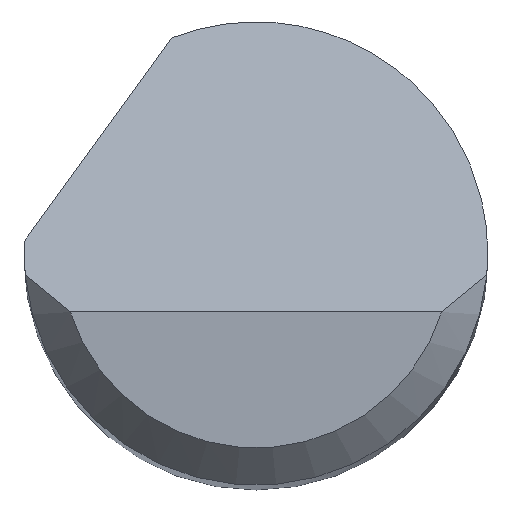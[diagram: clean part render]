
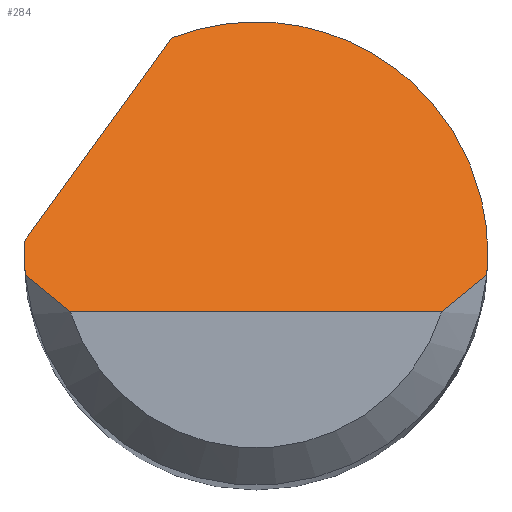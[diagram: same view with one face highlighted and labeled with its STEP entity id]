
A CAD part, top view. The second image highlights one B-rep face of the part: STEP entity #284.
In plain terms, the highlighted planar face has unit normal (0, 0.707, 0.707).
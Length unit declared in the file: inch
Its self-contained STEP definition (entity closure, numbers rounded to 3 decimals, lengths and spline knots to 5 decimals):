
#3 = CARTESIAN_POINT ( 'NONE',  ( -0.08761, -0.01397, 1.49022 ) ) ;
#20 = CARTESIAN_POINT ( 'NONE',  ( -0.09362, 0.005, 1.47125 ) ) ;
#22 = CARTESIAN_POINT ( 'NONE',  ( 0.07508, -0.02375, 1.5 ) ) ;
#26 = LINE ( 'NONE', #447, #75 ) ;
#35 = CARTESIAN_POINT ( 'NONE',  ( 0.09375, 0., 1.47625 ) ) ;
#44 = CARTESIAN_POINT ( 'NONE',  ( -0.09334, -0.00875, 1.485 ) ) ;
#55 = CARTESIAN_POINT ( 'NONE',  ( 0.09375, -0.00292, 1.47917 ) ) ;
#59 = B_SPLINE_CURVE_WITH_KNOTS ( 'NONE', 3,
 ( #22, #451, #663, #145 ),
 .UNSPECIFIED., .F., .F.,
 ( 4, 4 ),
 ( 0., 0.00071 ),
 .UNSPECIFIED. ) ;
#70 = VERTEX_POINT ( 'NONE', #124 ) ;
#74 = EDGE_CURVE ( 'NONE', #70, #251, #231, .T. ) ;
#75 = VECTOR ( 'NONE', #241, 39.37008 ) ;
#79 = CARTESIAN_POINT ( 'NONE',  ( -0.09334, -0.00875, 1.485 ) ) ;
#82 = CARTESIAN_POINT ( 'NONE',  ( -0.11014, -0.01781, 1.49406 ) ) ;
#91 = ORIENTED_EDGE ( 'NONE', *, *, #336, .T. ) ;
#94 = VERTEX_POINT ( 'NONE', #372 ) ;
#103 = ORIENTED_EDGE ( 'NONE', *, *, #74, .F. ) ;
#124 = CARTESIAN_POINT ( 'NONE',  ( 0.09375, 0., 1.47625 ) ) ;
#134 = CARTESIAN_POINT ( 'NONE',  ( -0.09371, 0.00333, 1.47292 ) ) ;
#136 = EDGE_CURVE ( 'NONE', #619, #510, #339, .T. ) ;
#140 = AXIS2_PLACEMENT_3D ( 'NONE', #344, #180, #188 ) ;
#141 = CARTESIAN_POINT ( 'NONE',  ( -0.03394, 0.08739, 1.38886 ) ) ;
#145 = CARTESIAN_POINT ( 'NONE',  ( 0.09334, -0.00875, 1.485 ) ) ;
#158 = EDGE_CURVE ( 'NONE', #463, #619, #472, .T. ) ;
#180 = DIRECTION ( 'NONE',  ( 0., -0.707, -0.707 ) ) ;
#188 = DIRECTION ( 'NONE',  ( 0., 0.707, -0.707 ) ) ;
#195 = CARTESIAN_POINT ( 'NONE',  ( -0.03394, 0.08739, 1.38886 ) ) ;
#196 = VERTEX_POINT ( 'NONE', #234 ) ;
#197 = ORIENTED_EDGE ( 'NONE', *, *, #136, .F. ) ;
#204 = EDGE_CURVE ( 'NONE', #94, #463, #519, .T. ) ;
#209 = CARTESIAN_POINT ( 'NONE',  ( 0.09361, -0.00584, 1.48209 ) ) ;
#216 = CARTESIAN_POINT ( 'NONE',  ( 0.09334, -0.00875, 1.485 ) ) ;
#219 = CARTESIAN_POINT ( 'NONE',  ( 0.09375, 0., 1.47625 ) ) ;
#231 =( BOUNDED_CURVE ( )  B_SPLINE_CURVE ( 3, ( #219, #55, #209, #216 ),
 .UNSPECIFIED., .F., .T. ) 
 B_SPLINE_CURVE_WITH_KNOTS ( ( 4, 4 ),
 ( 1.5708, 1.66427 ),
 .UNSPECIFIED. ) 
 CURVE ( )  GEOMETRIC_REPRESENTATION_ITEM ( )  RATIONAL_B_SPLINE_CURVE ( ( 1., 0.999, 0.999, 1. ) ) 
 REPRESENTATION_ITEM ( '' )  );
#234 = CARTESIAN_POINT ( 'NONE',  ( -0.07508, -0.02375, 1.5 ) ) ;
#236 = PLANE ( 'NONE',  #140 ) ;
#240 = CARTESIAN_POINT ( 'NONE',  ( -0.09375, 0., 1.47625 ) ) ;
#241 = DIRECTION ( 'NONE',  ( 1., 0., 0. ) ) ;
#243 = VERTEX_POINT ( 'NONE', #617 ) ;
#244 = EDGE_CURVE ( 'NONE', #243, #251, #59, .T. ) ;
#251 = VERTEX_POINT ( 'NONE', #351 ) ;
#284 = ADVANCED_FACE ( 'NONE', ( #395 ), #236, .F. ) ;
#286 = DIRECTION ( 'NONE',  ( 0.456, 0.629, -0.629 ) ) ;
#293 = CARTESIAN_POINT ( 'NONE',  ( -0.09375, 0.00167, 1.47458 ) ) ;
#312 = CARTESIAN_POINT ( 'NONE',  ( -0.07508, -0.02375, 1.5 ) ) ;
#313 = EDGE_LOOP ( 'NONE', ( #91, #621, #103, #672, #197, #436, #618, #466 ) ) ;
#336 = EDGE_CURVE ( 'NONE', #196, #243, #26, .T. ) ;
#339 = LINE ( 'NONE', #82, #394 ) ;
#344 = CARTESIAN_POINT ( 'NONE',  ( -0.09375, -0.02375, 1.5 ) ) ;
#351 = CARTESIAN_POINT ( 'NONE',  ( 0.09334, -0.00875, 1.485 ) ) ;
#352 = EDGE_CURVE ( 'NONE', #510, #70, #590, .T. ) ;
#372 = CARTESIAN_POINT ( 'NONE',  ( -0.09334, -0.00875, 1.485 ) ) ;
#391 = EDGE_CURVE ( 'NONE', #94, #196, #422, .T. ) ;
#394 = VECTOR ( 'NONE', #286, 39.37008 ) ;
#395 = FACE_OUTER_BOUND ( 'NONE', #313, .T. ) ;
#396 = CARTESIAN_POINT ( 'NONE',  ( -0.09375, 0., 1.47625 ) ) ;
#403 = CARTESIAN_POINT ( 'NONE',  ( -0.09361, -0.00584, 1.48209 ) ) ;
#409 = CARTESIAN_POINT ( 'NONE',  ( -0.08157, -0.019, 1.49525 ) ) ;
#422 = B_SPLINE_CURVE_WITH_KNOTS ( 'NONE', 3,
 ( #44, #3, #409, #312 ),
 .UNSPECIFIED., .F., .F.,
 ( 4, 4 ),
 ( 0., 0.00071 ),
 .UNSPECIFIED. ) ;
#436 = ORIENTED_EDGE ( 'NONE', *, *, #158, .F. ) ;
#447 = CARTESIAN_POINT ( 'NONE',  ( 0., -0.02375, 1.5 ) ) ;
#451 = CARTESIAN_POINT ( 'NONE',  ( 0.08157, -0.019, 1.49525 ) ) ;
#463 = VERTEX_POINT ( 'NONE', #630 ) ;
#466 = ORIENTED_EDGE ( 'NONE', *, *, #391, .T. ) ;
#472 =( BOUNDED_CURVE ( )  B_SPLINE_CURVE ( 3, ( #240, #293, #134, #551 ),
 .UNSPECIFIED., .F., .F. ) 
 B_SPLINE_CURVE_WITH_KNOTS ( ( 4, 4 ),
 ( 4.71239, 4.76575 ),
 .UNSPECIFIED. ) 
 CURVE ( )  GEOMETRIC_REPRESENTATION_ITEM ( )  RATIONAL_B_SPLINE_CURVE ( ( 1., 1., 1., 1. ) ) 
 REPRESENTATION_ITEM ( '' )  );
#505 = CARTESIAN_POINT ( 'NONE',  ( 0.09375, 0.07266, 1.40359 ) ) ;
#510 = VERTEX_POINT ( 'NONE', #195 ) ;
#519 =( BOUNDED_CURVE ( )  B_SPLINE_CURVE ( 3, ( #79, #403, #651, #396 ),
 .UNSPECIFIED., .F., .F. ) 
 B_SPLINE_CURVE_WITH_KNOTS ( ( 4, 4 ),
 ( 4.61892, 4.71239 ),
 .UNSPECIFIED. ) 
 CURVE ( )  GEOMETRIC_REPRESENTATION_ITEM ( )  RATIONAL_B_SPLINE_CURVE ( ( 1., 0.999, 0.999, 1. ) ) 
 REPRESENTATION_ITEM ( '' )  );
#551 = CARTESIAN_POINT ( 'NONE',  ( -0.09362, 0.005, 1.47125 ) ) ;
#559 = CARTESIAN_POINT ( 'NONE',  ( 0.03379, 0.11369, 1.36256 ) ) ;
#590 =( BOUNDED_CURVE ( )  B_SPLINE_CURVE ( 3, ( #141, #559, #505, #35 ),
 .UNSPECIFIED., .F., .T. ) 
 B_SPLINE_CURVE_WITH_KNOTS ( ( 4, 4 ),
 ( 5.91277, 7.85398 ),
 .UNSPECIFIED. ) 
 CURVE ( )  GEOMETRIC_REPRESENTATION_ITEM ( )  RATIONAL_B_SPLINE_CURVE ( ( 1., 0.71, 0.71, 1. ) ) 
 REPRESENTATION_ITEM ( '' )  );
#617 = CARTESIAN_POINT ( 'NONE',  ( 0.07508, -0.02375, 1.5 ) ) ;
#618 = ORIENTED_EDGE ( 'NONE', *, *, #204, .F. ) ;
#619 = VERTEX_POINT ( 'NONE', #20 ) ;
#621 = ORIENTED_EDGE ( 'NONE', *, *, #244, .T. ) ;
#630 = CARTESIAN_POINT ( 'NONE',  ( -0.09375, 0., 1.47625 ) ) ;
#651 = CARTESIAN_POINT ( 'NONE',  ( -0.09375, -0.00292, 1.47917 ) ) ;
#663 = CARTESIAN_POINT ( 'NONE',  ( 0.08761, -0.01397, 1.49022 ) ) ;
#672 = ORIENTED_EDGE ( 'NONE', *, *, #352, .F. ) ;
